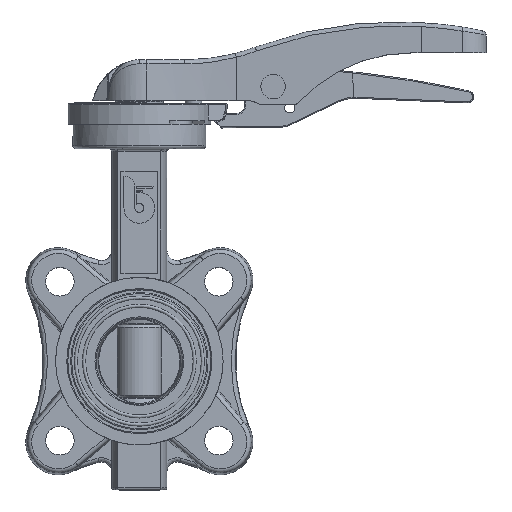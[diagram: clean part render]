
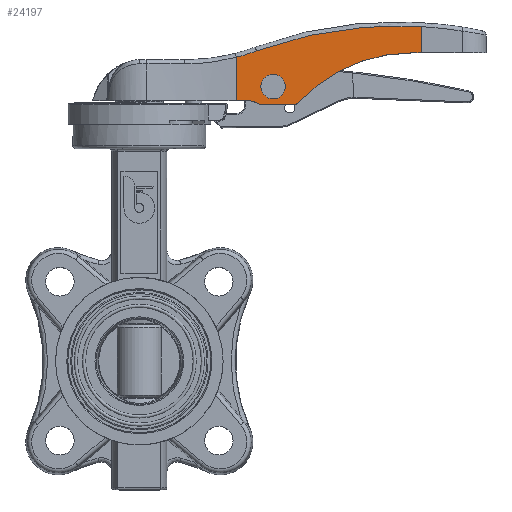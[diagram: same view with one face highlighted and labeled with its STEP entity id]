
A CAD part, top view. The second image highlights one B-rep face of the part: STEP entity #24197.
In plain terms, the highlighted planar face has unit normal (0, 0, 1).
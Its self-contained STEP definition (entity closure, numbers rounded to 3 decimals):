
#22122 = CARTESIAN_POINT ( 'NONE',  ( 133.257, 150.9, 11.75 ) ) ;
#22131 = LINE ( 'NONE', #22159, #22216 ) ;
#22158 = AXIS2_PLACEMENT_3D ( 'NONE', #22212, #22211, #22210 ) ;
#22159 = CARTESIAN_POINT ( 'NONE',  ( 47.444, 150.9, 11.75 ) ) ;
#22162 = CARTESIAN_POINT ( 'NONE',  ( 57.36, 151.825, 11.75 ) ) ;
#22197 = DIRECTION ( 'NONE',  ( 0., -1., 0. ) ) ;
#22198 = VECTOR ( 'NONE', #22197, 1000. ) ;
#22199 = CARTESIAN_POINT ( 'NONE',  ( 47.444, 212.9, 11.75 ) ) ;
#22200 = LINE ( 'NONE', #22199, #22198 ) ;
#22203 = DIRECTION ( 'NONE',  ( 0., -1., 0. ) ) ;
#22204 = VECTOR ( 'NONE', #22203, 1000. ) ;
#22205 = CARTESIAN_POINT ( 'NONE',  ( 138., 212.9, 11.75 ) ) ;
#22207 = LINE ( 'NONE', #22205, #22204 ) ;
#22210 = DIRECTION ( 'NONE',  ( -1., 0., 0. ) ) ;
#22211 = DIRECTION ( 'NONE',  ( 0., 0., 1. ) ) ;
#22212 = CARTESIAN_POINT ( 'NONE',  ( 75.661, 128.5, 11.75 ) ) ;
#22215 = DIRECTION ( 'NONE',  ( -1., 0., 0. ) ) ;
#22216 = VECTOR ( 'NONE', #22215, 1000. ) ;
#22218 = CIRCLE ( 'NONE', #22158, 3. ) ;
#22322 = CARTESIAN_POINT ( 'NONE',  ( 57.856, 126.16, 11.75 ) ) ;
#22323 = CIRCLE ( 'NONE', #22350, 198. ) ;
#22330 = CARTESIAN_POINT ( 'NONE',  ( 47.444, 127.5, 11.75 ) ) ;
#22332 = CARTESIAN_POINT ( 'NONE',  ( 75.661, 125.5, 11.75 ) ) ;
#22334 = CARTESIAN_POINT ( 'NONE',  ( 77.877, 126.477, 11.75 ) ) ;
#22335 = CARTESIAN_POINT ( 'NONE',  ( 52.856, 127.5, 11.75 ) ) ;
#22336 = DIRECTION ( 'NONE',  ( -1., 0., 0. ) ) ;
#22337 = DIRECTION ( 'NONE',  ( 0., 0., 1. ) ) ;
#22338 = CARTESIAN_POINT ( 'NONE',  ( 133.257, 75.9, 11.75 ) ) ;
#22339 = CIRCLE ( 'NONE', #22351, 75. ) ;
#22340 = CARTESIAN_POINT ( 'NONE',  ( 138., 150.9, 11.75 ) ) ;
#22341 = AXIS2_PLACEMENT_3D ( 'NONE', #22371, #22370, #22369 ) ;
#22343 = DIRECTION ( 'NONE',  ( -1., 0., 0. ) ) ;
#22344 = VECTOR ( 'NONE', #22343, 1000. ) ;
#22345 = CARTESIAN_POINT ( 'NONE',  ( 47.444, 125.5, 11.75 ) ) ;
#22346 = LINE ( 'NONE', #22345, #22344 ) ;
#22347 = DIRECTION ( 'NONE',  ( -1., 0., 0. ) ) ;
#22348 = DIRECTION ( 'NONE',  ( 0., 0., 1. ) ) ;
#22349 = CARTESIAN_POINT ( 'NONE',  ( 126., -33.897, 11.75 ) ) ;
#22350 = AXIS2_PLACEMENT_3D ( 'NONE', #22349, #22348, #22347 ) ;
#22351 = AXIS2_PLACEMENT_3D ( 'NONE', #22338, #22337, #22336 ) ;
#22357 = CARTESIAN_POINT ( 'NONE',  ( 138., 163.74, 11.75 ) ) ;
#22359 = DIRECTION ( 'NONE',  ( 0., 0., 1. ) ) ;
#22360 = CARTESIAN_POINT ( 'NONE',  ( 59.804, 128.5, 11.75 ) ) ;
#22361 = CIRCLE ( 'NONE', #22368, 3. ) ;
#22363 = PLANE ( 'NONE',  #22364 ) ;
#22364 = AXIS2_PLACEMENT_3D ( 'NONE', #22409, #22408, #22407 ) ;
#22365 = DIRECTION ( 'NONE',  ( -0.866, 0.5, 0. ) ) ;
#22366 = VECTOR ( 'NONE', #22365, 1000. ) ;
#22367 = FACE_OUTER_BOUND ( 'NONE', #24169, .T. ) ;
#22368 = AXIS2_PLACEMENT_3D ( 'NONE', #22360, #22359, #22419 ) ;
#22369 = DIRECTION ( 'NONE',  ( -1., 0., 0. ) ) ;
#22370 = DIRECTION ( 'NONE',  ( 0., 0., 1. ) ) ;
#22371 = CARTESIAN_POINT ( 'NONE',  ( 52.856, 117.5, 11.75 ) ) ;
#22372 = CARTESIAN_POINT ( 'NONE',  ( 47.444, 148.724, 11.75 ) ) ;
#22373 = CARTESIAN_POINT ( 'NONE',  ( 12.488, 152.354, 11.75 ) ) ;
#22374 = CIRCLE ( 'NONE', #22341, 10. ) ;
#22379 = LINE ( 'NONE', #22373, #22366 ) ;
#22380 = DIRECTION ( 'NONE',  ( -1., 0., 0. ) ) ;
#22382 = DIRECTION ( 'NONE',  ( 0., 0., -1. ) ) ;
#22383 = CARTESIAN_POINT ( 'NONE',  ( 22., 247.5, 11.75 ) ) ;
#22384 = CIRCLE ( 'NONE', #22386, 102. ) ;
#22386 = AXIS2_PLACEMENT_3D ( 'NONE', #22383, #22382, #22380 ) ;
#22407 = DIRECTION ( 'NONE',  ( -1., 0., 0. ) ) ;
#22408 = DIRECTION ( 'NONE',  ( 0., 0., -1. ) ) ;
#22409 = CARTESIAN_POINT ( 'NONE',  ( 47.444, 212.9, 11.75 ) ) ;
#22412 = DIRECTION ( 'NONE',  ( -1., 0., 0. ) ) ;
#22413 = DIRECTION ( 'NONE',  ( 0., 0., -1. ) ) ;
#22414 = CARTESIAN_POINT ( 'NONE',  ( 65.5, 134.4, 11.75 ) ) ;
#22415 = AXIS2_PLACEMENT_3D ( 'NONE', #22414, #22413, #22412 ) ;
#22416 = CIRCLE ( 'NONE', #22415, 6. ) ;
#22418 = FACE_BOUND ( 'NONE', #24198, .T. ) ;
#22419 = DIRECTION ( 'NONE',  ( -1., 0., 0. ) ) ;
#22435 = CARTESIAN_POINT ( 'NONE',  ( 59.804, 125.5, 11.75 ) ) ;
#22441 = CARTESIAN_POINT ( 'NONE',  ( 58.304, 125.902, 11.75 ) ) ;
#22472 = DIRECTION ( 'NONE',  ( -1., 0., 0. ) ) ;
#22473 = VECTOR ( 'NONE', #22472, 1000. ) ;
#22474 = CARTESIAN_POINT ( 'NONE',  ( 47.444, 127.5, 11.75 ) ) ;
#22475 = LINE ( 'NONE', #22474, #22473 ) ;
#24126 = VERTEX_POINT ( 'NONE', #22162 ) ;
#24127 = ORIENTED_EDGE ( 'NONE', *, *, #24133, .F. ) ;
#24129 = ORIENTED_EDGE ( 'NONE', *, *, #24134, .T. ) ;
#24131 = VERTEX_POINT ( 'NONE', #22122 ) ;
#24132 = ORIENTED_EDGE ( 'NONE', *, *, #24238, .F. ) ;
#24133 = EDGE_CURVE ( 'NONE', #24176, #24131, #22131, .T. ) ;
#24134 = EDGE_CURVE ( 'NONE', #24171, #24187, #22218, .T. ) ;
#24136 = ORIENTED_EDGE ( 'NONE', *, *, #24174, .F. ) ;
#24138 = EDGE_CURVE ( 'NONE', #24166, #24176, #22207, .T. ) ;
#24139 = EDGE_CURVE ( 'NONE', #24201, #24165, #22200, .T. ) ;
#24140 = ORIENTED_EDGE ( 'NONE', *, *, #24138, .F. ) ;
#24162 = VERTEX_POINT ( 'NONE', #22322 ) ;
#24165 = VERTEX_POINT ( 'NONE', #22330 ) ;
#24166 = VERTEX_POINT ( 'NONE', #22357 ) ;
#24169 = EDGE_LOOP ( 'NONE', ( #24136, #24129, #24231, #24127, #24140, #24184, #24235, #24183, #24132, #24234, #24179, #24189 ) ) ;
#24170 = EDGE_CURVE ( 'NONE', #24166, #24126, #22323, .T. ) ;
#24171 = VERTEX_POINT ( 'NONE', #22332 ) ;
#24174 = EDGE_CURVE ( 'NONE', #24171, #24233, #22346, .T. ) ;
#24175 = EDGE_CURVE ( 'NONE', #24131, #24187, #22339, .T. ) ;
#24176 = VERTEX_POINT ( 'NONE', #22340 ) ;
#24179 = ORIENTED_EDGE ( 'NONE', *, *, #24190, .F. ) ;
#24182 = VERTEX_POINT ( 'NONE', #22335 ) ;
#24183 = ORIENTED_EDGE ( 'NONE', *, *, #24139, .T. ) ;
#24184 = ORIENTED_EDGE ( 'NONE', *, *, #24170, .T. ) ;
#24185 = EDGE_CURVE ( 'NONE', #24126, #24201, #22384, .T. ) ;
#24187 = VERTEX_POINT ( 'NONE', #22334 ) ;
#24188 = EDGE_CURVE ( 'NONE', #24162, #24182, #22374, .T. ) ;
#24189 = ORIENTED_EDGE ( 'NONE', *, *, #24192, .T. ) ;
#24190 = EDGE_CURVE ( 'NONE', #24236, #24162, #22379, .T. ) ;
#24192 = EDGE_CURVE ( 'NONE', #24236, #24233, #22361, .T. ) ;
#24193 = EDGE_CURVE ( 'NONE', #35141, #35141, #22416, .T. ) ;
#24197 = ADVANCED_FACE ( 'NONE', ( #22367, #22418 ), #22363, .F. ) ;
#24198 = EDGE_LOOP ( 'NONE', ( #24199 ) ) ;
#24199 = ORIENTED_EDGE ( 'NONE', *, *, #24193, .T. ) ;
#24201 = VERTEX_POINT ( 'NONE', #22372 ) ;
#24231 = ORIENTED_EDGE ( 'NONE', *, *, #24175, .F. ) ;
#24233 = VERTEX_POINT ( 'NONE', #22435 ) ;
#24234 = ORIENTED_EDGE ( 'NONE', *, *, #24188, .F. ) ;
#24235 = ORIENTED_EDGE ( 'NONE', *, *, #24185, .T. ) ;
#24236 = VERTEX_POINT ( 'NONE', #22441 ) ;
#24238 = EDGE_CURVE ( 'NONE', #24182, #24165, #22475, .T. ) ;
#35138 = CARTESIAN_POINT ( 'NONE',  ( 59.5, 134.4, 11.75 ) ) ;
#35141 = VERTEX_POINT ( 'NONE', #35138 ) ;
